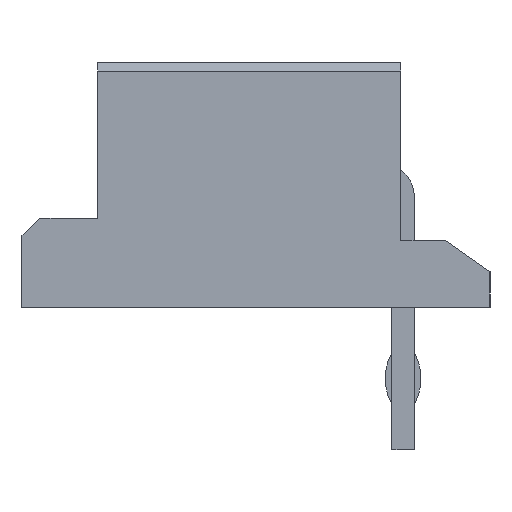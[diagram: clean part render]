
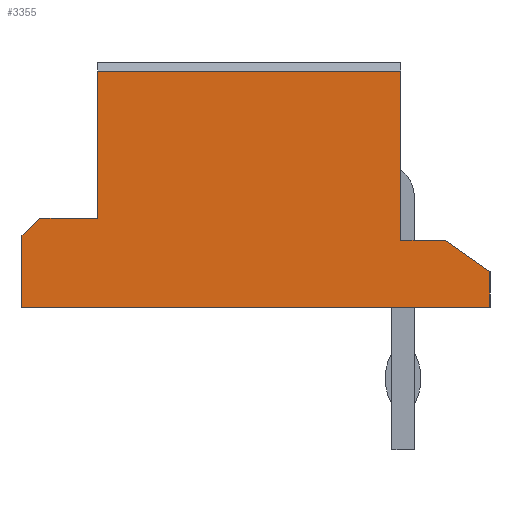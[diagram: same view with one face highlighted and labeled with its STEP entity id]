
A CAD part, left-side view. The second image highlights one B-rep face of the part: STEP entity #3355.
In plain terms, the highlighted planar face has unit normal (-1, 0, 0).
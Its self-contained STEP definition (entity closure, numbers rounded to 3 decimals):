
#1=DIRECTION('',(0.,-1.,0.));
#2=VECTOR('',#1,10.5);
#3=CARTESIAN_POINT('',(-7.15,4.25,-2.75));
#4=LINE('',#3,#2);
#65=DIRECTION('',(0.,-1.,0.));
#66=VECTOR('',#65,1.);
#67=CARTESIAN_POINT('',(-7.15,-4.25,-1.25));
#68=LINE('',#67,#66);
#69=DIRECTION('',(0.,-0.819,-0.573));
#70=VECTOR('',#69,1.221);
#71=CARTESIAN_POINT('',(-7.15,-5.25,-1.25));
#72=LINE('',#71,#70);
#73=DIRECTION('',(0.,0.,-1.));
#74=VECTOR('',#73,0.8);
#75=CARTESIAN_POINT('',(-7.15,-6.25,-1.95));
#76=LINE('',#75,#74);
#77=DIRECTION('',(0.,0.,1.));
#78=VECTOR('',#77,1.6);
#79=CARTESIAN_POINT('',(-7.15,4.25,-2.75));
#80=LINE('',#79,#78);
#81=DIRECTION('',(0.,0.707,-0.707));
#82=VECTOR('',#81,0.566);
#83=CARTESIAN_POINT('',(-7.15,3.85,-0.75));
#84=LINE('',#83,#82);
#85=DIRECTION('',(0.,1.,0.));
#86=VECTOR('',#85,1.3);
#87=CARTESIAN_POINT('',(-7.15,2.55,-0.75));
#88=LINE('',#87,#86);
#89=DIRECTION('',(0.,0.,-1.));
#90=VECTOR('',#89,3.3);
#91=CARTESIAN_POINT('',(-7.15,2.55,2.55));
#92=LINE('',#91,#90);
#93=DIRECTION('',(0.,-1.,0.));
#94=VECTOR('',#93,6.8);
#95=CARTESIAN_POINT('',(-7.15,2.55,2.55));
#96=LINE('',#95,#94);
#201=DIRECTION('',(0.,0.,1.));
#202=VECTOR('',#201,3.8);
#203=CARTESIAN_POINT('',(-7.15,-4.25,-1.25));
#204=LINE('',#203,#202);
#2487=CARTESIAN_POINT('',(-7.15,2.55,-0.75));
#2488=CARTESIAN_POINT('',(-7.15,3.85,-0.75));
#2489=VERTEX_POINT('',#2487);
#2490=VERTEX_POINT('',#2488);
#2495=CARTESIAN_POINT('',(-7.15,4.25,-2.75));
#2496=CARTESIAN_POINT('',(-7.15,4.25,-1.15));
#2497=VERTEX_POINT('',#2495);
#2498=VERTEX_POINT('',#2496);
#2825=CARTESIAN_POINT('',(-7.15,-5.25,-1.25));
#2826=CARTESIAN_POINT('',(-7.15,-6.25,-1.95));
#2827=VERTEX_POINT('',#2825);
#2828=VERTEX_POINT('',#2826);
#2829=CARTESIAN_POINT('',(-7.15,-6.25,-2.75));
#2830=VERTEX_POINT('',#2829);
#2841=CARTESIAN_POINT('',(-7.15,-4.25,-1.25));
#2842=VERTEX_POINT('',#2841);
#3220=CARTESIAN_POINT('',(-7.15,-4.25,2.55));
#3222=VERTEX_POINT('',#3220);
#3223=CARTESIAN_POINT('',(-7.15,2.55,2.55));
#3224=VERTEX_POINT('',#3223);
#3329=CARTESIAN_POINT('',(-7.15,4.25,-2.75));
#3330=DIRECTION('',(-1.,0.,0.));
#3331=DIRECTION('',(0.,-1.,0.));
#3332=AXIS2_PLACEMENT_3D('',#3329,#3330,#3331);
#3333=PLANE('',#3332);
#3335=ORIENTED_EDGE('',*,*,#3334,.F.);
#3337=ORIENTED_EDGE('',*,*,#3336,.T.);
#3339=ORIENTED_EDGE('',*,*,#3338,.T.);
#3341=ORIENTED_EDGE('',*,*,#3340,.T.);
#3342=ORIENTED_EDGE('',*,*,#3290,.F.);
#3344=ORIENTED_EDGE('',*,*,#3343,.T.);
#3346=ORIENTED_EDGE('',*,*,#3345,.F.);
#3348=ORIENTED_EDGE('',*,*,#3347,.F.);
#3350=ORIENTED_EDGE('',*,*,#3349,.F.);
#3352=ORIENTED_EDGE('',*,*,#3351,.T.);
#3353=EDGE_LOOP('',(#3335,#3337,#3339,#3341,#3342,#3344,#3346,#3348,#3350,
#3352));
#3354=FACE_OUTER_BOUND('',#3353,.F.);
#3355=ADVANCED_FACE('',(#3354),#3333,.T.);
#3290=EDGE_CURVE('',#2497,#2830,#4,.T.);
#3334=EDGE_CURVE('',#2842,#3222,#204,.T.);
#3336=EDGE_CURVE('',#2842,#2827,#68,.T.);
#3338=EDGE_CURVE('',#2827,#2828,#72,.T.);
#3340=EDGE_CURVE('',#2828,#2830,#76,.T.);
#3343=EDGE_CURVE('',#2497,#2498,#80,.T.);
#3345=EDGE_CURVE('',#2490,#2498,#84,.T.);
#3347=EDGE_CURVE('',#2489,#2490,#88,.T.);
#3349=EDGE_CURVE('',#3224,#2489,#92,.T.);
#3351=EDGE_CURVE('',#3224,#3222,#96,.T.);
